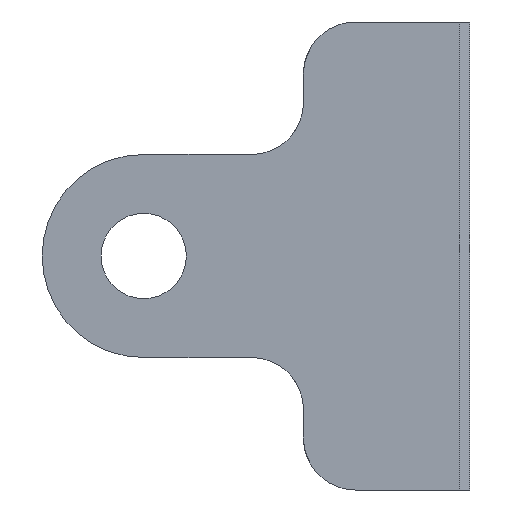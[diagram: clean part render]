
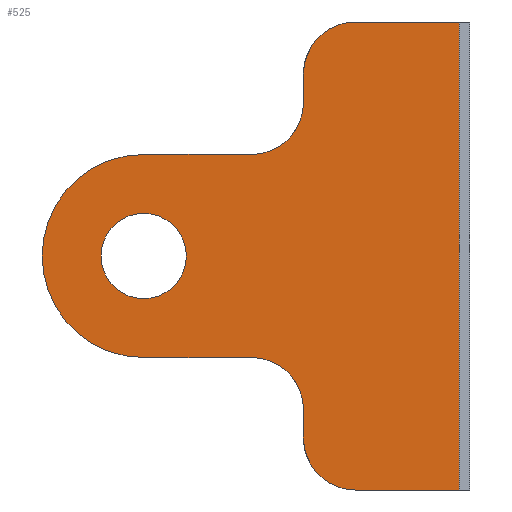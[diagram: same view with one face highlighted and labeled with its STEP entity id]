
A CAD part, front view. The second image highlights one B-rep face of the part: STEP entity #525.
In plain terms, the highlighted planar face has unit normal (0, -1, 0).
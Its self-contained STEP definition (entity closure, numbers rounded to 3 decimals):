
#20=FACE_BOUND('',#95,.T.);
#35=PLANE('',#589);
#62=FACE_OUTER_BOUND('',#94,.T.);
#94=EDGE_LOOP('',(#452,#453,#454,#455,#456,#457,#458,#459,#460,#461,#462,
#463));
#95=EDGE_LOOP('',(#464));
#108=LINE('',#794,#155);
#118=LINE('',#817,#165);
#127=LINE('',#838,#174);
#129=LINE('',#841,#176);
#138=LINE('',#908,#185);
#142=LINE('',#946,#189);
#144=LINE('',#952,#191);
#155=VECTOR('',#619,10.);
#165=VECTOR('',#635,10.);
#174=VECTOR('',#652,10.);
#176=VECTOR('',#656,10.);
#185=VECTOR('',#707,10.);
#189=VECTOR('',#723,10.);
#191=VECTOR('',#729,10.);
#197=CIRCLE('',#548,4.1);
#199=CIRCLE('',#551,5.);
#207=CIRCLE('',#569,9.763);
#211=CIRCLE('',#575,5.);
#215=CIRCLE('',#583,5.);
#219=CIRCLE('',#590,5.);
#221=VERTEX_POINT('',#752);
#224=VERTEX_POINT('',#759);
#225=VERTEX_POINT('',#761);
#229=VERTEX_POINT('',#792);
#238=VERTEX_POINT('',#814);
#239=VERTEX_POINT('',#816);
#246=VERTEX_POINT('',#835);
#247=VERTEX_POINT('',#837);
#253=VERTEX_POINT('',#855);
#260=VERTEX_POINT('',#896);
#262=VERTEX_POINT('',#910);
#267=VERTEX_POINT('',#945);
#269=VERTEX_POINT('',#951);
#272=EDGE_CURVE('',#221,#221,#197,.T.);
#275=EDGE_CURVE('',#224,#225,#199,.T.);
#281=EDGE_CURVE('',#229,#224,#108,.T.);
#291=EDGE_CURVE('',#239,#238,#118,.T.);
#302=EDGE_CURVE('',#247,#246,#127,.T.);
#304=EDGE_CURVE('',#238,#247,#129,.T.);
#311=EDGE_CURVE('',#253,#229,#207,.T.);
#321=EDGE_CURVE('',#260,#246,#211,.T.);
#327=EDGE_CURVE('',#260,#225,#138,.T.);
#328=EDGE_CURVE('',#239,#262,#215,.T.);
#335=EDGE_CURVE('',#267,#262,#142,.T.);
#338=EDGE_CURVE('',#253,#269,#144,.T.);
#339=EDGE_CURVE('',#267,#269,#219,.T.);
#452=ORIENTED_EDGE('',*,*,#321,.F.);
#453=ORIENTED_EDGE('',*,*,#327,.T.);
#454=ORIENTED_EDGE('',*,*,#275,.F.);
#455=ORIENTED_EDGE('',*,*,#281,.F.);
#456=ORIENTED_EDGE('',*,*,#311,.F.);
#457=ORIENTED_EDGE('',*,*,#338,.T.);
#458=ORIENTED_EDGE('',*,*,#339,.F.);
#459=ORIENTED_EDGE('',*,*,#335,.T.);
#460=ORIENTED_EDGE('',*,*,#328,.F.);
#461=ORIENTED_EDGE('',*,*,#291,.T.);
#462=ORIENTED_EDGE('',*,*,#304,.T.);
#463=ORIENTED_EDGE('',*,*,#302,.T.);
#464=ORIENTED_EDGE('',*,*,#272,.T.);
#525=ADVANCED_FACE('',(#62,#20),#35,.F.);
#548=AXIS2_PLACEMENT_3D('',#754,#604,#605);
#551=AXIS2_PLACEMENT_3D('',#762,#611,#612);
#569=AXIS2_PLACEMENT_3D('',#857,#674,#675);
#575=AXIS2_PLACEMENT_3D('',#898,#691,#692);
#583=AXIS2_PLACEMENT_3D('',#911,#710,#711);
#589=AXIS2_PLACEMENT_3D('',#950,#727,#728);
#590=AXIS2_PLACEMENT_3D('',#953,#730,#731);
#604=DIRECTION('center_axis',(0.,1.,0.));
#605=DIRECTION('ref_axis',(1.,0.,0.));
#611=DIRECTION('center_axis',(0.,-1.,0.));
#612=DIRECTION('ref_axis',(0.707,0.,-0.707));
#619=DIRECTION('',(1.,0.,0.));
#635=DIRECTION('',(1.,0.,0.));
#652=DIRECTION('',(-1.,0.,0.));
#656=DIRECTION('',(0.,0.,1.));
#674=DIRECTION('center_axis',(0.,1.,0.));
#675=DIRECTION('ref_axis',(1.,0.,0.));
#691=DIRECTION('center_axis',(0.,1.,0.));
#692=DIRECTION('ref_axis',(-0.707,0.,0.707));
#707=DIRECTION('',(0.,0.,-1.));
#710=DIRECTION('center_axis',(0.,1.,0.));
#711=DIRECTION('ref_axis',(-0.707,0.,-0.707));
#723=DIRECTION('',(0.,0.,-1.));
#727=DIRECTION('center_axis',(0.,1.,0.));
#728=DIRECTION('ref_axis',(1.,0.,0.));
#729=DIRECTION('',(1.,0.,0.));
#730=DIRECTION('center_axis',(0.,-1.,0.));
#731=DIRECTION('ref_axis',(0.707,0.,0.707));
#752=CARTESIAN_POINT('',(-11.967,0.,0.));
#754=CARTESIAN_POINT('Origin',(-7.867,0.,0.));
#759=CARTESIAN_POINT('',(2.5,0.,9.763));
#761=CARTESIAN_POINT('',(7.5,0.,14.763));
#762=CARTESIAN_POINT('Origin',(2.5,0.,14.763));
#792=CARTESIAN_POINT('',(-7.867,0.,9.763));
#794=CARTESIAN_POINT('',(-7.867,0.,9.763));
#814=CARTESIAN_POINT('',(22.5,0.,-22.5));
#816=CARTESIAN_POINT('',(12.5,0.,-22.5));
#817=CARTESIAN_POINT('',(7.5,0.,-22.5));
#835=CARTESIAN_POINT('',(12.5,0.,22.5));
#837=CARTESIAN_POINT('',(22.5,0.,22.5));
#838=CARTESIAN_POINT('',(22.5,0.,22.5));
#841=CARTESIAN_POINT('',(22.5,0.,-22.5));
#855=CARTESIAN_POINT('',(-7.867,0.,-9.763));
#857=CARTESIAN_POINT('Origin',(-7.867,0.,0.));
#896=CARTESIAN_POINT('',(7.5,0.,17.5));
#898=CARTESIAN_POINT('Origin',(12.5,0.,17.5));
#908=CARTESIAN_POINT('',(7.5,0.,22.5));
#910=CARTESIAN_POINT('',(7.5,0.,-17.5));
#911=CARTESIAN_POINT('Origin',(12.5,0.,-17.5));
#945=CARTESIAN_POINT('',(7.5,0.,-14.763));
#946=CARTESIAN_POINT('',(7.5,0.,22.5));
#950=CARTESIAN_POINT('Origin',(2.435,0.,0.));
#951=CARTESIAN_POINT('',(2.5,0.,-9.763));
#952=CARTESIAN_POINT('',(-7.867,0.,-9.763));
#953=CARTESIAN_POINT('Origin',(2.5,0.,-14.763));
